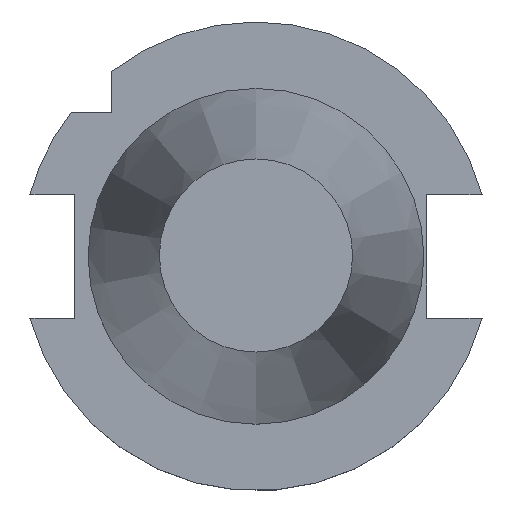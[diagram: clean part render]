
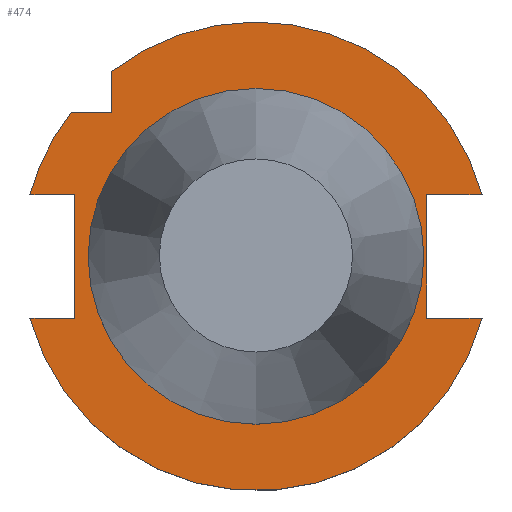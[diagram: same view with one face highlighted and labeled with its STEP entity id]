
A CAD part, top view. The second image highlights one B-rep face of the part: STEP entity #474.
In plain terms, the highlighted planar face has unit normal (0, 0, 1).
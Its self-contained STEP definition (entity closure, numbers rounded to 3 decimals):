
#187=EDGE_CURVE('240[2]',#553,#554,#555,.T.);
#236=EDGE_CURVE('240[2]',#639,#639,#640,.T.);
#256=EDGE_CURVE('240[2]',#626,#553,#670,.T.);
#258=EDGE_CURVE('240[2]',#558,#672,#673,.T.);
#260=EDGE_CURVE('240[2]',#675,#596,#676,.T.);
#276=EDGE_CURVE('240[2]',#688,#554,#698,.T.);
#309=EDGE_CURVE('240[2]',#735,#743,#744,.T.);
#409=EDGE_CURVE('240[2]',#675,#626,#878,.T.);
#439=EDGE_CURVE('240[2]',#688,#735,#918,.T.);
#452=EDGE_CURVE('240[2]',#905,#596,#933,.T.);
#474=ADVANCED_FACE('240[2]',(#958,#959),#960,.T.);
#485=EDGE_CURVE('240[2]',#558,#905,#972,.T.);
#508=EDGE_CURVE('240[2]',#743,#672,#998,.T.);
#553=VERTEX_POINT('',#1039);
#554=VERTEX_POINT('',#1040);
#555=LINE('',#1041,#1042);
#558=VERTEX_POINT('',#1046);
#596=VERTEX_POINT('',#1164);
#626=VERTEX_POINT('',#1205);
#639=VERTEX_POINT('',#1223);
#640=CIRCLE('',#1224,34.925);
#670=LINE('',#1281,#1282);
#672=VERTEX_POINT('',#1285);
#673=CIRCLE('',#1286,48.75);
#675=VERTEX_POINT('',#1289);
#676=CIRCLE('',#1290,48.75);
#688=VERTEX_POINT('',#1324);
#698=CIRCLE('',#1338,48.75);
#735=VERTEX_POINT('',#1400);
#743=VERTEX_POINT('',#1411);
#744=LINE('',#1412,#1413);
#878=LINE('',#1627,#1628);
#905=VERTEX_POINT('',#1669);
#918=LINE('',#1686,#1687);
#933=LINE('',#1718,#1719);
#958=FACE_BOUND('',#1830,.T.);
#959=FACE_OUTER_BOUND('',#1831,.T.);
#960=PLANE('',#1832);
#972=LINE('',#1851,#1852);
#998=LINE('',#1910,#1911);
#1039=CARTESIAN_POINT('',(-37.7,-12.85,-3.2));
#1040=CARTESIAN_POINT('',(-47.026,-12.85,-3.2));
#1041=CARTESIAN_POINT('',(-21.972,-12.85,-3.2));
#1042=VECTOR('',#1954,1.0);
#1046=CARTESIAN_POINT('',(-30.0,38.426,-3.2));
#1164=CARTESIAN_POINT('',(-38.426,30.0,-3.2));
#1205=CARTESIAN_POINT('',(-37.7,12.85,-3.2));
#1223=CARTESIAN_POINT('',(0.,34.925,-3.2));
#1224=AXIS2_PLACEMENT_3D('',#2020,#2021,#2022);
#1281=CARTESIAN_POINT('',(-37.7,20.919,-3.2));
#1282=VECTOR('',#2058,1.0);
#1285=CARTESIAN_POINT('',(47.026,12.85,-3.2));
#1286=AXIS2_PLACEMENT_3D('',#2059,#2060,#2061);
#1289=CARTESIAN_POINT('',(-47.026,12.85,-3.2));
#1290=AXIS2_PLACEMENT_3D('',#2062,#2063,#2064);
#1324=CARTESIAN_POINT('',(47.026,-12.85,-3.2));
#1338=AXIS2_PLACEMENT_3D('',#2082,#2083,#2084);
#1400=CARTESIAN_POINT('',(35.5,-12.85,-3.2));
#1411=CARTESIAN_POINT('',(35.5,12.85,-3.2));
#1412=CARTESIAN_POINT('',(35.5,20.919,-3.2));
#1413=VECTOR('',#2148,1.0);
#1627=CARTESIAN_POINT('',(-21.972,12.85,-3.2));
#1628=VECTOR('',#2315,1.0);
#1669=CARTESIAN_POINT('',(-30.0,30.0,-3.2));
#1686=CARTESIAN_POINT('',(21.422,-12.85,-3.2));
#1687=VECTOR('',#2359,1.0);
#1718=CARTESIAN_POINT('',(-18.059,30.0,-3.2));
#1719=VECTOR('',#2375,1.0);
#1830=EDGE_LOOP('',(#2399));
#1831=EDGE_LOOP('',(#2400,#2401,#2402,#2403,#2404,#2405,#2406,#2407,#2408,#2409,#2410));
#1832=AXIS2_PLACEMENT_3D('',#2411,#2412,#2413);
#1851=CARTESIAN_POINT('',(-30.0,38.978,-3.2));
#1852=VECTOR('',#2433,1.0);
#1910=CARTESIAN_POINT('',(21.422,12.85,-3.2));
#1911=VECTOR('',#2462,1.0);
#1954=DIRECTION('',(-1.0,0.,0.));
#2020=CARTESIAN_POINT('',(0.,0.,-3.2));
#2021=DIRECTION('',(0.,0.,-1.0));
#2022=DIRECTION('',(0.,1.0,0.));
#2058=DIRECTION('',(0.0,-1.0,0.));
#2059=CARTESIAN_POINT('',(0.,0.,-3.2));
#2060=DIRECTION('',(0.,0.,-1.0));
#2061=DIRECTION('',(0.,1.0,0.));
#2062=CARTESIAN_POINT('',(0.,0.,-3.2));
#2063=DIRECTION('',(0.,0.,-1.0));
#2064=DIRECTION('',(0.,1.0,0.));
#2082=CARTESIAN_POINT('',(0.,0.,-3.2));
#2083=DIRECTION('',(0.,0.,-1.0));
#2084=DIRECTION('',(0.,1.0,0.));
#2148=DIRECTION('',(0.0,1.0,0.));
#2315=DIRECTION('',(1.0,0.,0.));
#2359=DIRECTION('',(-1.0,0.,0.));
#2375=DIRECTION('',(-1.0,0.0,0.));
#2399=ORIENTED_EDGE('',*,*,#236,.T.);
#2400=ORIENTED_EDGE('',*,*,#485,.T.);
#2401=ORIENTED_EDGE('',*,*,#452,.T.);
#2402=ORIENTED_EDGE('',*,*,#260,.F.);
#2403=ORIENTED_EDGE('',*,*,#409,.T.);
#2404=ORIENTED_EDGE('',*,*,#256,.T.);
#2405=ORIENTED_EDGE('',*,*,#187,.T.);
#2406=ORIENTED_EDGE('',*,*,#276,.F.);
#2407=ORIENTED_EDGE('',*,*,#439,.T.);
#2408=ORIENTED_EDGE('',*,*,#309,.T.);
#2409=ORIENTED_EDGE('',*,*,#508,.T.);
#2410=ORIENTED_EDGE('',*,*,#258,.F.);
#2411=CARTESIAN_POINT('',(0.,41.838,-3.2));
#2412=DIRECTION('',(0.,0.,1.0));
#2413=DIRECTION('',(0.,-1.0,0.));
#2433=DIRECTION('',(0.0,-1.0,0.));
#2462=DIRECTION('',(1.0,0.,0.));
